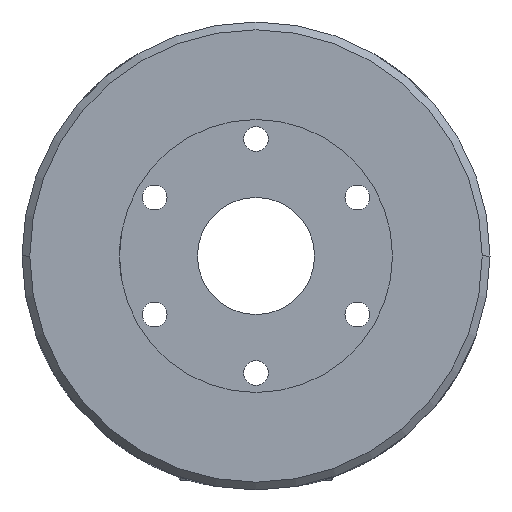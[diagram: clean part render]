
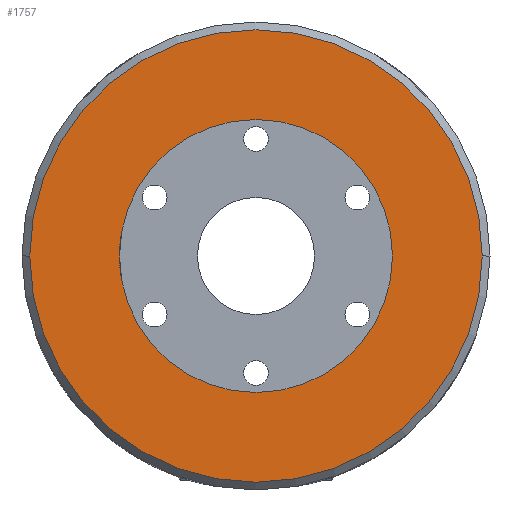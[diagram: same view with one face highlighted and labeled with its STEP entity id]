
A CAD part, left-side view. The second image highlights one B-rep face of the part: STEP entity #1757.
In plain terms, the highlighted planar face has unit normal (-1, 0, 0).
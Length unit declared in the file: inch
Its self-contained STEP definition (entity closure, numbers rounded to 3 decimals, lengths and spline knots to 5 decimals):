
#554 = CARTESIAN_POINT ( 'NONE',  ( -0.69, 0., 0. ) ) ;
#626 = DIRECTION ( 'NONE',  ( 0., 1., 0. ) ) ;
#684 = DIRECTION ( 'NONE',  ( 0., -1., 0. ) ) ;
#687 = DIRECTION ( 'NONE',  ( -1., 0., 0. ) ) ;
#712 = DIRECTION ( 'NONE',  ( -1., 0., 0. ) ) ;
#713 = CARTESIAN_POINT ( 'NONE',  ( -0.69, 0., 0. ) ) ;
#1075 = CARTESIAN_POINT ( 'NONE',  ( -0.69, -1.45, 0. ) ) ;
#1077 = CARTESIAN_POINT ( 'NONE',  ( -0.69, 1.45, 0. ) ) ;
#1150 = CARTESIAN_POINT ( 'NONE',  ( -0.69, -0.875, 0. ) ) ;
#1151 = CARTESIAN_POINT ( 'NONE',  ( -0.69, 0.875, 0. ) ) ;
#1231 = VERTEX_POINT ( 'NONE', #1151 ) ;
#1232 = VERTEX_POINT ( 'NONE', #1150 ) ;
#1299 = VERTEX_POINT ( 'NONE', #1077 ) ;
#1300 = VERTEX_POINT ( 'NONE', #1075 ) ;
#1757 = ADVANCED_FACE ( 'NONE', ( #2658, #2661 ), #4345, .F. ) ;
#1811 = EDGE_CURVE ( 'NONE', #1300, #1299, #3005, .T. ) ;
#1867 = EDGE_CURVE ( 'NONE', #1232, #1231, #3078, .T. ) ;
#1935 = EDGE_CURVE ( 'NONE', #1299, #1300, #3147, .T. ) ;
#1936 = EDGE_CURVE ( 'NONE', #1231, #1232, #3148, .T. ) ;
#2135 = ORIENTED_EDGE ( 'NONE', *, *, #1935, .T. ) ;
#2136 = ORIENTED_EDGE ( 'NONE', *, *, #1811, .T. ) ;
#2137 = ORIENTED_EDGE ( 'NONE', *, *, #1867, .F. ) ;
#2138 = ORIENTED_EDGE ( 'NONE', *, *, #1936, .F. ) ;
#2658 = FACE_OUTER_BOUND ( 'NONE', #4762, .T. ) ;
#2661 = FACE_BOUND ( 'NONE', #3479, .T. ) ;
#2816 = AXIS2_PLACEMENT_3D ( 'NONE', #4340, #4334, #4333 ) ;
#2827 = AXIS2_PLACEMENT_3D ( 'NONE', #554, #712, #626 ) ;
#2852 = AXIS2_PLACEMENT_3D ( 'NONE', #713, #687, #684 ) ;
#2888 = AXIS2_PLACEMENT_3D ( 'NONE', #3741, #3748, #3749 ) ;
#2889 = AXIS2_PLACEMENT_3D ( 'NONE', #3744, #3751, #3752 ) ;
#3005 = CIRCLE ( 'NONE', #2827, 1.45 ) ;
#3078 = CIRCLE ( 'NONE', #2852, 0.875 ) ;
#3147 = CIRCLE ( 'NONE', #2888, 1.45 ) ;
#3148 = CIRCLE ( 'NONE', #2889, 0.875 ) ;
#3479 = EDGE_LOOP ( 'NONE', ( #2137, #2138 ) ) ;
#3741 = CARTESIAN_POINT ( 'NONE',  ( -0.69, 0., 0. ) ) ;
#3744 = CARTESIAN_POINT ( 'NONE',  ( -0.69, 0., 0. ) ) ;
#3748 = DIRECTION ( 'NONE',  ( -1., 0., 0. ) ) ;
#3749 = DIRECTION ( 'NONE',  ( 0., 1., 0. ) ) ;
#3751 = DIRECTION ( 'NONE',  ( -1., 0., 0. ) ) ;
#3752 = DIRECTION ( 'NONE',  ( 0., -1., 0. ) ) ;
#4333 = DIRECTION ( 'NONE',  ( 0., 1., 0. ) ) ;
#4334 = DIRECTION ( 'NONE',  ( 1., 0., 0. ) ) ;
#4340 = CARTESIAN_POINT ( 'NONE',  ( -0.69, 1.5, 0. ) ) ;
#4345 = PLANE ( 'NONE',  #2816 ) ;
#4762 = EDGE_LOOP ( 'NONE', ( #2135, #2136 ) ) ;
